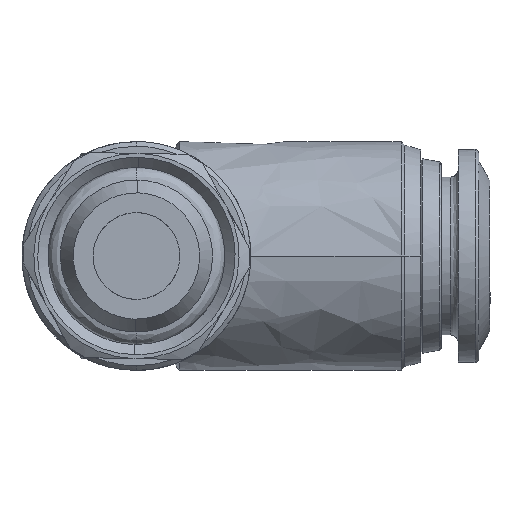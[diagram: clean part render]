
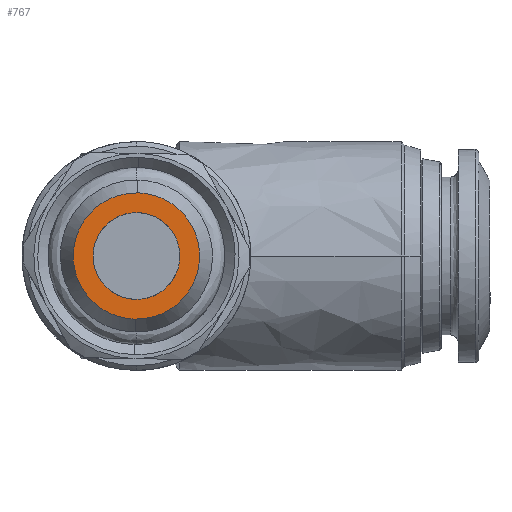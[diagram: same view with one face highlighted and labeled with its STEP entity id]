
A CAD part, left-side view. The second image highlights one B-rep face of the part: STEP entity #767.
In plain terms, the highlighted free-form (B-spline) face has degree [1, 1] with [2, 2] control points.
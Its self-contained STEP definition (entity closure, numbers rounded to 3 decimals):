
#352 = CARTESIAN_POINT ( 'NONE',  ( -24.641, 6.335, 1.729 ) ) ;
#354 = CARTESIAN_POINT ( 'NONE',  ( -24.641, 1.998, -1.729 ) ) ;
#361 = CARTESIAN_POINT ( 'NONE',  ( -24.641, 0.635, 1.952 ) ) ;
#379 = CARTESIAN_POINT ( 'NONE',  ( -24.641, 4.477, 2.756 ) ) ;
#455 = EDGE_CURVE ( 'NONE', #1413, #6319, #2330, .T. ) ;
#635 = CARTESIAN_POINT ( 'NONE',  ( -24.641, 4.093, 3.999 ) ) ;
#676 = B_SPLINE_SURFACE_WITH_KNOTS ( 'NONE', 1, 1, ( 
 ( #4055, #2676 ),
 ( #8472, #6374 ) ),
 .UNSPECIFIED., .F., .F., .F.,
 ( 2, 2 ),
 ( 2, 2 ),
 ( 0., 1. ),
 ( 0., 1. ),
 .UNSPECIFIED. ) ;
#767 = ADVANCED_FACE ( 'NONE', ( #3286, #1167 ), #676, .T. ) ;
#809 = CARTESIAN_POINT ( 'NONE',  ( -24.641, 4.116, 2.75 ) ) ;
#910 = CARTESIAN_POINT ( 'NONE',  ( -24.641, 2.736, 2.377 ) ) ;
#937 = CARTESIAN_POINT ( 'NONE',  ( -24.641, 6.922, -0.311 ) ) ;
#1068 = CARTESIAN_POINT ( 'NONE',  ( -24.641, 4.239, -3.999 ) ) ;
#1156 = CARTESIAN_POINT ( 'NONE',  ( -24.641, 8.175, -0.452 ) ) ;
#1167 = FACE_OUTER_BOUND ( 'NONE', #2786, .T. ) ;
#1413 = VERTEX_POINT ( 'NONE', #7988 ) ;
#1626 = CARTESIAN_POINT ( 'NONE',  ( -24.641, 1.936, 1.649 ) ) ;
#1746 = CARTESIAN_POINT ( 'NONE',  ( -24.641, 5.596, -2.377 ) ) ;
#1782 = CARTESIAN_POINT ( 'NONE',  ( -24.641, 6.397, -1.649 ) ) ;
#1918 = CARTESIAN_POINT ( 'NONE',  ( -24.641, 7.41, -2.398 ) ) ;
#2264 = CARTESIAN_POINT ( 'NONE',  ( -24.641, 8.043, 1.117 ) ) ;
#2289 = CARTESIAN_POINT ( 'NONE',  ( -24.641, 4.618, 4.009 ) ) ;
#2330 = B_SPLINE_CURVE_WITH_KNOTS ( 'NONE', 3,
 ( #5112, #2289, #7222, #6483, #3689, #7196, #3006, #2264, #8585, #1156, #6109, #5443, #1918, #3339, #6079, #8224, #2527, #5376 ),
 .UNSPECIFIED., .F., .F.,
 ( 4, 2, 2, 2, 2, 2, 2, 2, 4 ),
 ( 0., 0.393, 0.785, 1.178, 1.571, 1.963, 2.356, 2.749, 3.142 ),
 .UNSPECIFIED. ) ;
#2467 = CARTESIAN_POINT ( 'NONE',  ( -24.641, 6.831, 0.768 ) ) ;
#2477 = CARTESIAN_POINT ( 'NONE',  ( -24.641, 0.176, -0.599 ) ) ;
#2499 = CARTESIAN_POINT ( 'NONE',  ( -24.641, 4.934, -2.665 ) ) ;
#2527 = CARTESIAN_POINT ( 'NONE',  ( -24.641, 4.765, -3.99 ) ) ;
#2532 = CARTESIAN_POINT ( 'NONE',  ( -24.641, 2.518, -2.231 ) ) ;
#2564 = CARTESIAN_POINT ( 'NONE',  ( -24.641, 4.116, 2.75 ) ) ;
#2676 = CARTESIAN_POINT ( 'NONE',  ( -24.641, 0.044, 3.973 ) ) ;
#2786 = EDGE_LOOP ( 'NONE', ( #2958, #3847 ) ) ;
#2958 = ORIENTED_EDGE ( 'NONE', *, *, #455, .T. ) ;
#3006 = CARTESIAN_POINT ( 'NONE',  ( -24.641, 7.623, 2.08 ) ) ;
#3123 = CARTESIAN_POINT ( 'NONE',  ( -24.641, 6.858, -0.669 ) ) ;
#3187 = CARTESIAN_POINT ( 'NONE',  ( -24.641, 0.157, 0.452 ) ) ;
#3208 = CARTESIAN_POINT ( 'NONE',  ( -24.641, 4.836, 2.692 ) ) ;
#3281 = CARTESIAN_POINT ( 'NONE',  ( -24.641, 1.768, -3.244 ) ) ;
#3286 = FACE_BOUND ( 'NONE', #7146, .T. ) ;
#3339 = CARTESIAN_POINT ( 'NONE',  ( -24.641, 6.681, -3.154 ) ) ;
#3580 = EDGE_CURVE ( 'NONE', #7968, #9028, #4190, .T. ) ;
#3689 = CARTESIAN_POINT ( 'NONE',  ( -24.641, 6.564, 3.244 ) ) ;
#3764 = CARTESIAN_POINT ( 'NONE',  ( -24.641, 1.41, 0.311 ) ) ;
#3847 = ORIENTED_EDGE ( 'NONE', *, *, #7770, .T. ) ;
#3881 = CARTESIAN_POINT ( 'NONE',  ( -24.641, 5.895, -2.169 ) ) ;
#3892 = CARTESIAN_POINT ( 'NONE',  ( -24.641, 3.192, -3.915 ) ) ;
#3912 = CARTESIAN_POINT ( 'NONE',  ( -24.641, 6.594, -1.342 ) ) ;
#4049 = CARTESIAN_POINT ( 'NONE',  ( -24.641, 3.567, 3.99 ) ) ;
#4055 = CARTESIAN_POINT ( 'NONE',  ( -24.641, 8.139, 4.122 ) ) ;
#4190 = B_SPLINE_CURVE_WITH_KNOTS ( 'NONE', 3,
 ( #809, #5131, #5160, #910, #5883, #1626, #6564, #7279, #3764, #4468, #8102, #8013, #354, #2532, #4496, #4591, #6714, #7406 ),
 .UNSPECIFIED., .F., .F.,
 ( 4, 2, 2, 2, 2, 2, 2, 2, 4 ),
 ( 0., 0.393, 0.785, 1.178, 1.571, 1.963, 2.356, 2.749, 3.142 ),
 .UNSPECIFIED. ) ;
#4468 = CARTESIAN_POINT ( 'NONE',  ( -24.641, 1.423, -0.412 ) ) ;
#4496 = CARTESIAN_POINT ( 'NONE',  ( -24.641, 2.824, -2.428 ) ) ;
#4591 = CARTESIAN_POINT ( 'NONE',  ( -24.641, 3.497, -2.692 ) ) ;
#4600 = CARTESIAN_POINT ( 'NONE',  ( -24.641, 0.251, 0.974 ) ) ;
#4784 = ORIENTED_EDGE ( 'NONE', *, *, #7941, .T. ) ;
#5112 = CARTESIAN_POINT ( 'NONE',  ( -24.641, 4.093, 3.999 ) ) ;
#5131 = CARTESIAN_POINT ( 'NONE',  ( -24.641, 3.755, 2.743 ) ) ;
#5160 = CARTESIAN_POINT ( 'NONE',  ( -24.641, 3.398, 2.665 ) ) ;
#5318 = CARTESIAN_POINT ( 'NONE',  ( -24.641, 4.217, -2.75 ) ) ;
#5376 = CARTESIAN_POINT ( 'NONE',  ( -24.641, 4.239, -3.999 ) ) ;
#5389 = CARTESIAN_POINT ( 'NONE',  ( -24.641, 3.714, -4.009 ) ) ;
#5443 = CARTESIAN_POINT ( 'NONE',  ( -24.641, 7.697, -1.952 ) ) ;
#5456 = CARTESIAN_POINT ( 'NONE',  ( -24.641, 0.709, -2.08 ) ) ;
#5487 = CARTESIAN_POINT ( 'NONE',  ( -24.641, 2.086, 3.457 ) ) ;
#5551 = CARTESIAN_POINT ( 'NONE',  ( -24.641, 1.651, 3.154 ) ) ;
#5883 = CARTESIAN_POINT ( 'NONE',  ( -24.641, 2.437, 2.169 ) ) ;
#5908 = CARTESIAN_POINT ( 'NONE',  ( -24.641, 4.116, 2.75 ) ) ;
#5937 = ORIENTED_EDGE ( 'NONE', *, *, #3580, .T. ) ;
#6079 = CARTESIAN_POINT ( 'NONE',  ( -24.641, 6.246, -3.457 ) ) ;
#6097 = B_SPLINE_CURVE_WITH_KNOTS ( 'NONE', 3,
 ( #1068, #5389, #3892, #7538, #3281, #6789, #5456, #8842, #2477, #3187, #4600, #361, #7628, #5551, #5487, #6883, #4049, #635 ),
 .UNSPECIFIED., .F., .F.,
 ( 4, 2, 2, 2, 2, 2, 2, 2, 4 ),
 ( 0., 0.393, 0.785, 1.178, 1.571, 1.963, 2.356, 2.749, 3.142 ),
 .UNSPECIFIED. ) ;
#6109 = CARTESIAN_POINT ( 'NONE',  ( -24.641, 8.081, -0.974 ) ) ;
#6319 = VERTEX_POINT ( 'NONE', #7674 ) ;
#6374 = CARTESIAN_POINT ( 'NONE',  ( -24.641, 0.193, -4.122 ) ) ;
#6483 = CARTESIAN_POINT ( 'NONE',  ( -24.641, 6.118, 3.531 ) ) ;
#6564 = CARTESIAN_POINT ( 'NONE',  ( -24.641, 1.739, 1.342 ) ) ;
#6710 = CARTESIAN_POINT ( 'NONE',  ( -24.641, 4.578, -2.743 ) ) ;
#6714 = CARTESIAN_POINT ( 'NONE',  ( -24.641, 3.855, -2.756 ) ) ;
#6789 = CARTESIAN_POINT ( 'NONE',  ( -24.641, 1.012, -2.515 ) ) ;
#6883 = CARTESIAN_POINT ( 'NONE',  ( -24.641, 3.049, 3.877 ) ) ;
#7146 = EDGE_LOOP ( 'NONE', ( #5937, #4784 ) ) ;
#7196 = CARTESIAN_POINT ( 'NONE',  ( -24.641, 7.32, 2.515 ) ) ;
#7222 = CARTESIAN_POINT ( 'NONE',  ( -24.641, 5.14, 3.915 ) ) ;
#7279 = CARTESIAN_POINT ( 'NONE',  ( -24.641, 1.474, 0.669 ) ) ;
#7406 = CARTESIAN_POINT ( 'NONE',  ( -24.641, 4.217, -2.75 ) ) ;
#7436 = CARTESIAN_POINT ( 'NONE',  ( -24.641, 5.815, 2.231 ) ) ;
#7538 = CARTESIAN_POINT ( 'NONE',  ( -24.641, 2.215, -3.531 ) ) ;
#7628 = CARTESIAN_POINT ( 'NONE',  ( -24.641, 0.922, 2.398 ) ) ;
#7674 = CARTESIAN_POINT ( 'NONE',  ( -24.641, 4.239, -3.999 ) ) ;
#7770 = EDGE_CURVE ( 'NONE', #6319, #1413, #6097, .T. ) ;
#7941 = EDGE_CURVE ( 'NONE', #9028, #7968, #8089, .T. ) ;
#7968 = VERTEX_POINT ( 'NONE', #2564 ) ;
#7988 = CARTESIAN_POINT ( 'NONE',  ( -24.641, 4.093, 3.999 ) ) ;
#8013 = CARTESIAN_POINT ( 'NONE',  ( -24.641, 1.789, -1.43 ) ) ;
#8044 = CARTESIAN_POINT ( 'NONE',  ( -24.641, 6.909, 0.412 ) ) ;
#8064 = CARTESIAN_POINT ( 'NONE',  ( -24.641, 4.217, -2.75 ) ) ;
#8089 = B_SPLINE_CURVE_WITH_KNOTS ( 'NONE', 3,
 ( #5318, #6710, #2499, #1746, #3881, #1782, #3912, #3123, #937, #8044, #2467, #8795, #352, #7436, #8735, #3208, #379, #5908 ),
 .UNSPECIFIED., .F., .F.,
 ( 4, 2, 2, 2, 2, 2, 2, 2, 4 ),
 ( 0., 0.393, 0.785, 1.178, 1.571, 1.963, 2.356, 2.749, 3.142 ),
 .UNSPECIFIED. ) ;
#8102 = CARTESIAN_POINT ( 'NONE',  ( -24.641, 1.501, -0.768 ) ) ;
#8224 = CARTESIAN_POINT ( 'NONE',  ( -24.641, 5.283, -3.877 ) ) ;
#8472 = CARTESIAN_POINT ( 'NONE',  ( -24.641, 8.288, -3.973 ) ) ;
#8585 = CARTESIAN_POINT ( 'NONE',  ( -24.641, 8.156, 0.599 ) ) ;
#8735 = CARTESIAN_POINT ( 'NONE',  ( -24.641, 5.508, 2.428 ) ) ;
#8795 = CARTESIAN_POINT ( 'NONE',  ( -24.641, 6.543, 1.43 ) ) ;
#8842 = CARTESIAN_POINT ( 'NONE',  ( -24.641, 0.289, -1.117 ) ) ;
#9028 = VERTEX_POINT ( 'NONE', #8064 ) ;
